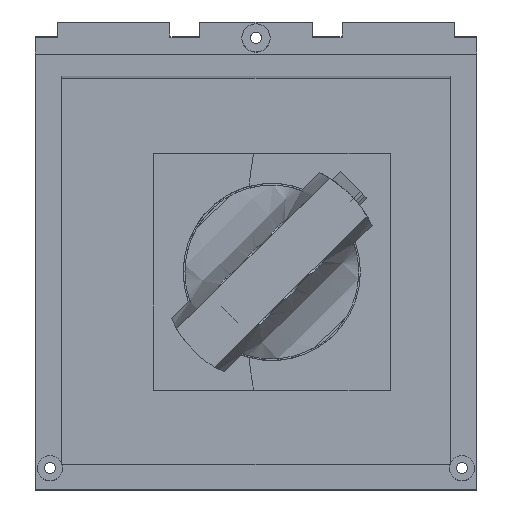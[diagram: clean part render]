
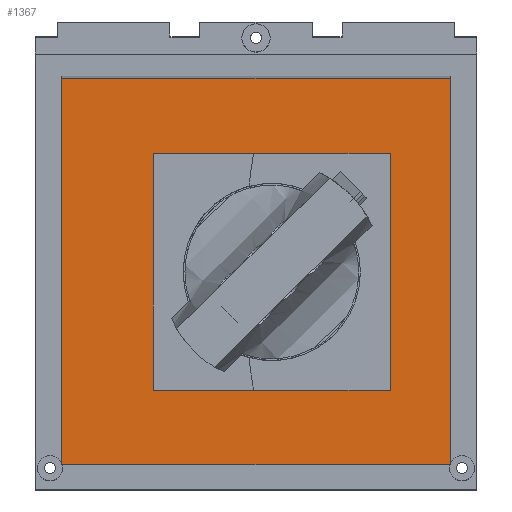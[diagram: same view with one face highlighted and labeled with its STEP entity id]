
A CAD part, top view. The second image highlights one B-rep face of the part: STEP entity #1367.
In plain terms, the highlighted face is planar.
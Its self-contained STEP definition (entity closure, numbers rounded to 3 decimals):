
#379=DIRECTION('',(1.,0.,0.));
#380=VECTOR('',#379,123.);
#381=CARTESIAN_POINT('',(8.35,-65.692,24.751));
#382=LINE('',#381,#380);
#440=DIRECTION('',(0.,-1.,0.));
#441=VECTOR('',#440,122.389);
#442=CARTESIAN_POINT('',(8.35,56.697,24.751));
#443=LINE('',#442,#441);
#468=DIRECTION('',(0.,-1.,0.));
#469=VECTOR('',#468,122.389);
#470=CARTESIAN_POINT('',(131.35,56.697,24.751));
#471=LINE('',#470,#469);
#472=DIRECTION('',(1.,0.,0.));
#473=VECTOR('',#472,123.);
#474=CARTESIAN_POINT('',(8.35,56.697,24.751));
#475=LINE('',#474,#473);
#476=CARTESIAN_POINT('',(74.85,-1.298,24.751));
#477=DIRECTION('',(0.,0.,1.));
#478=DIRECTION('',(1.,0.,0.));
#479=AXIS2_PLACEMENT_3D('',#476,#477,#478);
#481=CARTESIAN_POINT('',(74.85,-1.298,24.751));
#482=DIRECTION('',(0.,0.,1.));
#483=DIRECTION('',(-1.,0.,0.));
#484=AXIS2_PLACEMENT_3D('',#481,#482,#483);
#658=CARTESIAN_POINT('',(8.35,-65.692,24.751));
#659=VERTEX_POINT('',#658);
#660=CARTESIAN_POINT('',(131.35,-65.692,24.751));
#661=VERTEX_POINT('',#660);
#670=CARTESIAN_POINT('',(8.35,56.697,24.751));
#671=VERTEX_POINT('',#670);
#672=CARTESIAN_POINT('',(131.35,56.697,24.751));
#673=VERTEX_POINT('',#672);
#674=CARTESIAN_POINT('',(87.35,-1.298,24.751));
#675=CARTESIAN_POINT('',(62.35,-1.298,24.751));
#676=VERTEX_POINT('',#674);
#677=VERTEX_POINT('',#675);
#1350=CARTESIAN_POINT('',(0.,56.697,24.751));
#1351=DIRECTION('',(0.,0.,1.));
#1352=DIRECTION('',(0.,-1.,0.));
#1353=AXIS2_PLACEMENT_3D('',#1350,#1351,#1352);
#1354=PLANE('',#1353);
#1355=ORIENTED_EDGE('',*,*,#1343,.T.);
#1356=ORIENTED_EDGE('',*,*,#1213,.F.);
#1357=ORIENTED_EDGE('',*,*,#1316,.F.);
#1358=ORIENTED_EDGE('',*,*,#1329,.T.);
#1359=EDGE_LOOP('',(#1355,#1356,#1357,#1358));
#1360=FACE_OUTER_BOUND('',#1359,.F.);
#1362=ORIENTED_EDGE('',*,*,#1361,.T.);
#1364=ORIENTED_EDGE('',*,*,#1363,.T.);
#1365=EDGE_LOOP('',(#1362,#1364));
#1366=FACE_BOUND('',#1365,.F.);
#1367=ADVANCED_FACE('',(#1360,#1366),#1354,.T.);
#480=CIRCLE('',#479,12.5);
#485=CIRCLE('',#484,12.5);
#1213=EDGE_CURVE('',#659,#661,#382,.T.);
#1316=EDGE_CURVE('',#671,#659,#443,.T.);
#1329=EDGE_CURVE('',#671,#673,#475,.T.);
#1343=EDGE_CURVE('',#673,#661,#471,.T.);
#1361=EDGE_CURVE('',#676,#677,#480,.T.);
#1363=EDGE_CURVE('',#677,#676,#485,.T.);
